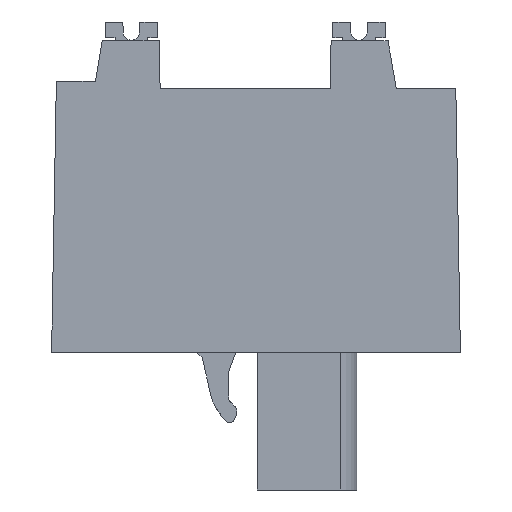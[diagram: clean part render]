
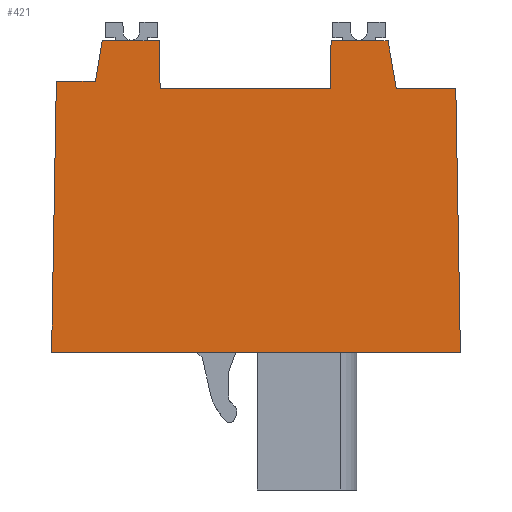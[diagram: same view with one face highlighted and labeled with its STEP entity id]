
A CAD part, left-side view. The second image highlights one B-rep face of the part: STEP entity #421.
In plain terms, the highlighted planar face has unit normal (-1, 0, 0).
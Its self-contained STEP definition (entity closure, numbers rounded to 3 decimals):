
#337=AXIS2_PLACEMENT_3D('Plane Axis2P3D',#334,#335,#336) ;
#40=CARTESIAN_POINT('Vertex',(0.,21.679,27.192)) ;
#45=CARTESIAN_POINT('Line Origine',(0.,19.954,27.192)) ;
#49=CARTESIAN_POINT('Vertex',(0.,18.23,27.192)) ;
#264=CARTESIAN_POINT('Vertex',(0.,22.101,24.742)) ;
#267=CARTESIAN_POINT('Line Origine',(0.,21.89,25.967)) ;
#334=CARTESIAN_POINT('Axis2P3D Location',(0.,0.,0.)) ;
#339=CARTESIAN_POINT('Line Origine',(0.,18.204,25.742)) ;
#343=CARTESIAN_POINT('Vertex',(0.,18.179,24.292)) ;
#346=CARTESIAN_POINT('Line Origine',(0.,23.281,24.742)) ;
#350=CARTESIAN_POINT('Vertex',(0.,24.461,24.742)) ;
#353=CARTESIAN_POINT('Line Origine',(0.,24.604,16.546)) ;
#357=CARTESIAN_POINT('Vertex',(0.,24.747,8.35)) ;
#360=CARTESIAN_POINT('Line Origine',(0.,12.373,8.35)) ;
#364=CARTESIAN_POINT('Vertex',(0.,0.,8.35)) ;
#367=CARTESIAN_POINT('Line Origine',(0.,0.139,16.321)) ;
#371=CARTESIAN_POINT('Vertex',(0.,0.278,24.292)) ;
#374=CARTESIAN_POINT('Line Origine',(0.,2.079,24.292)) ;
#378=CARTESIAN_POINT('Vertex',(0.,3.879,24.292)) ;
#381=CARTESIAN_POINT('Line Origine',(0.,4.129,25.742)) ;
#385=CARTESIAN_POINT('Vertex',(0.,4.379,27.192)) ;
#388=CARTESIAN_POINT('Line Origine',(0.,6.104,27.192)) ;
#392=CARTESIAN_POINT('Vertex',(0.,7.828,27.192)) ;
#395=CARTESIAN_POINT('Line Origine',(0.,7.854,25.742)) ;
#399=CARTESIAN_POINT('Vertex',(0.,7.879,24.292)) ;
#402=CARTESIAN_POINT('Line Origine',(0.,13.029,24.292)) ;
#46=DIRECTION('Vector Direction',(0.,-1.,0.)) ;
#268=DIRECTION('Vector Direction',(0.,-0.17,0.985)) ;
#335=DIRECTION('Axis2P3D Direction',(-1.,0.,0.)) ;
#336=DIRECTION('Axis2P3D XDirection',(0.,0.,1.)) ;
#340=DIRECTION('Vector Direction',(0.,-0.017,-1.)) ;
#347=DIRECTION('Vector Direction',(0.,-1.,0.)) ;
#354=DIRECTION('Vector Direction',(0.,0.017,-1.)) ;
#361=DIRECTION('Vector Direction',(0.,-1.,0.)) ;
#368=DIRECTION('Vector Direction',(0.,0.017,1.)) ;
#375=DIRECTION('Vector Direction',(0.,-1.,0.)) ;
#382=DIRECTION('Vector Direction',(0.,-0.17,-0.985)) ;
#389=DIRECTION('Vector Direction',(0.,-1.,0.)) ;
#396=DIRECTION('Vector Direction',(0.,-0.017,1.)) ;
#403=DIRECTION('Vector Direction',(0.,-1.,0.)) ;
#47=VECTOR('Line Direction',#46,1.) ;
#269=VECTOR('Line Direction',#268,1.) ;
#341=VECTOR('Line Direction',#340,1.) ;
#348=VECTOR('Line Direction',#347,1.) ;
#355=VECTOR('Line Direction',#354,1.) ;
#362=VECTOR('Line Direction',#361,1.) ;
#369=VECTOR('Line Direction',#368,1.) ;
#376=VECTOR('Line Direction',#375,1.) ;
#383=VECTOR('Line Direction',#382,1.) ;
#390=VECTOR('Line Direction',#389,1.) ;
#397=VECTOR('Line Direction',#396,1.) ;
#404=VECTOR('Line Direction',#403,1.) ;
#408=ORIENTED_EDGE('',*,*,#345,.T.) ;
#409=ORIENTED_EDGE('',*,*,#51,.T.) ;
#410=ORIENTED_EDGE('',*,*,#271,.T.) ;
#411=ORIENTED_EDGE('',*,*,#352,.T.) ;
#412=ORIENTED_EDGE('',*,*,#359,.T.) ;
#413=ORIENTED_EDGE('',*,*,#366,.T.) ;
#414=ORIENTED_EDGE('',*,*,#373,.T.) ;
#415=ORIENTED_EDGE('',*,*,#380,.T.) ;
#416=ORIENTED_EDGE('',*,*,#387,.T.) ;
#417=ORIENTED_EDGE('',*,*,#394,.T.) ;
#418=ORIENTED_EDGE('',*,*,#401,.T.) ;
#419=ORIENTED_EDGE('',*,*,#406,.T.) ;
#421=ADVANCED_FACE('HOUSING',(#420),#338,.T.) ;
#51=EDGE_CURVE('',#50,#41,#48,.F.) ;
#271=EDGE_CURVE('',#41,#265,#270,.F.) ;
#345=EDGE_CURVE('',#344,#50,#342,.F.) ;
#352=EDGE_CURVE('',#265,#351,#349,.F.) ;
#359=EDGE_CURVE('',#351,#358,#356,.T.) ;
#366=EDGE_CURVE('',#358,#365,#363,.T.) ;
#373=EDGE_CURVE('',#365,#372,#370,.T.) ;
#380=EDGE_CURVE('',#372,#379,#377,.F.) ;
#387=EDGE_CURVE('',#379,#386,#384,.F.) ;
#394=EDGE_CURVE('',#386,#393,#391,.F.) ;
#401=EDGE_CURVE('',#393,#400,#398,.F.) ;
#406=EDGE_CURVE('',#400,#344,#405,.F.) ;
#407=EDGE_LOOP('',(#408,#409,#410,#411,#412,#413,#414,#415,#416,#417,#418,#419)) ;
#420=FACE_OUTER_BOUND('',#407,.T.) ;
#48=LINE('Line',#45,#47) ;
#270=LINE('Line',#267,#269) ;
#342=LINE('Line',#339,#341) ;
#349=LINE('Line',#346,#348) ;
#356=LINE('Line',#353,#355) ;
#363=LINE('Line',#360,#362) ;
#370=LINE('Line',#367,#369) ;
#377=LINE('Line',#374,#376) ;
#384=LINE('Line',#381,#383) ;
#391=LINE('Line',#388,#390) ;
#398=LINE('Line',#395,#397) ;
#405=LINE('Line',#402,#404) ;
#338=PLANE('',#337) ;
#41=VERTEX_POINT('',#40) ;
#50=VERTEX_POINT('',#49) ;
#265=VERTEX_POINT('',#264) ;
#344=VERTEX_POINT('',#343) ;
#351=VERTEX_POINT('',#350) ;
#358=VERTEX_POINT('',#357) ;
#365=VERTEX_POINT('',#364) ;
#372=VERTEX_POINT('',#371) ;
#379=VERTEX_POINT('',#378) ;
#386=VERTEX_POINT('',#385) ;
#393=VERTEX_POINT('',#392) ;
#400=VERTEX_POINT('',#399) ;
